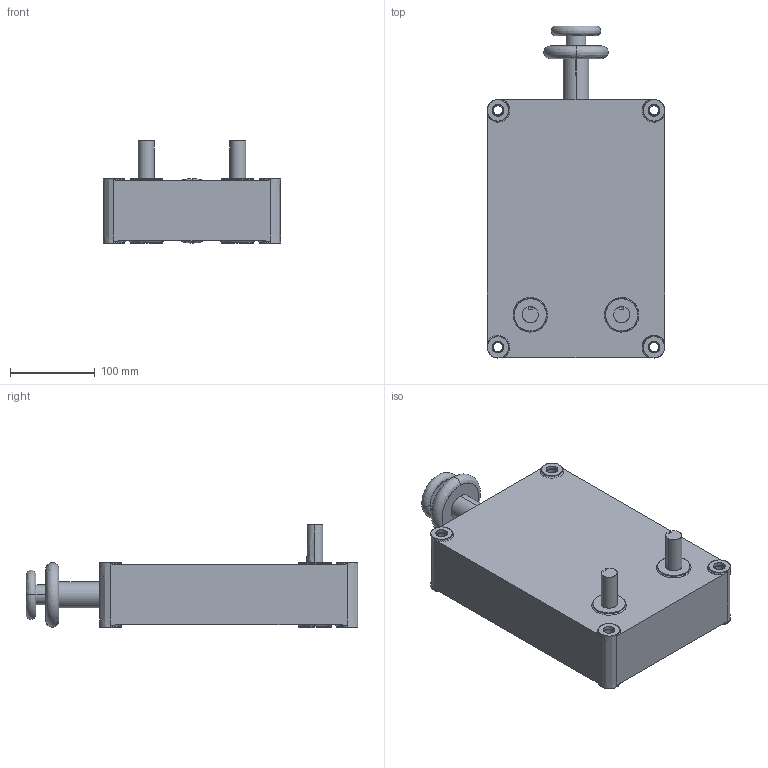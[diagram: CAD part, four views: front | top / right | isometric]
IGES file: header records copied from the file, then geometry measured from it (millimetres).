
Start section: SolidWorks IGES file using analytic representation for surfaces
Global section: file name: PV-35.igs; native system: SolidWorks 2010; preprocessor: SolidWorks 2010; author: Josh; date: 110815.072014; units: inch
Bounding box: 209.55 x 391.65 x 120.65 mm (x, y, z)
Surface area: 238076.9 mm2 (no closed solid volume)
Topology: 0 solids, 0 shells, 120 faces, 2822 edges, 2822 vertices
Faces by surface type: bspline 64, revolution 56
